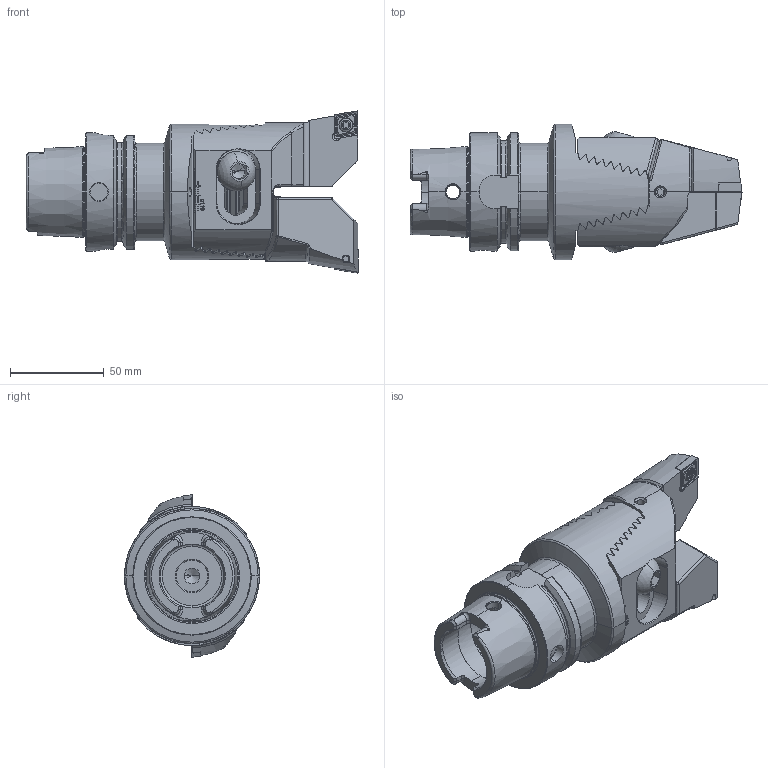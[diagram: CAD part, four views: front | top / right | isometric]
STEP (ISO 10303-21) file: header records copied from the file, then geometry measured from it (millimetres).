
FILE_DESCRIPTION (( 'STEP AP203' ), '1' );
FILE_NAME ('HA6.Z72.K22.145.STEP', '2024-08-20T13:13:09', ( '' ), ( '' ), 'SwSTEP 2.0', 'SolidWorks 2022', '' );
FILE_SCHEMA (( 'CONFIG_CONTROL_DESIGN' ));
Length unit declared in the file: millimetre
Products named in the file (10): WCC-ER2.001.010_A; Z72-WCC.001.050; Z72-ER1.003.025_A_gespannt; Z72-ER1.001.025; Z72-xxx.001.050_C; Z72-ER1.002.025_A; Z72-ER3.001.030; CCMT120404; HA6.Z72.K22.145; HA6-Z72.K21.145_A_Fertigbearbeitung
Assembly tree (14 placements, depth 3):
  HA6.Z72.K22.145
    HA6-Z72.K21.145_A_Fertigbearbeitung
    Z72-ER1.001.025  x2
      Z72-ER1.002.025_A
      Z72-ER1.003.025_A_gespannt
    Z72-WCC.001.050
      Z72-xxx.001.050_C  x2
      Z72-ER3.001.030  x2
      CCMT120404  x2
      WCC-ER2.001.010_A  x2
Bounding box: 176.9 x 72 x 86.5 mm (x, y, z)
Volume: 391802.8 mm3; surface area: 87034.8 mm2
Topology: 13 solids, 13 shells, 1137 faces, 3029 edges, 1896 vertices
Faces by surface type: plane 570, cylinder 259, cone 125, bspline 104, torus 61, sphere 18
Entity records: 28023 total; most frequent: CARTESIAN_POINT 9859, ORIENTED_EDGE 3946, DIRECTION 3114, EDGE_CURVE 1973, VERTEX_POINT 1255, AXIS2_PLACEMENT_3D 1108, LINE 898, VECTOR 898
